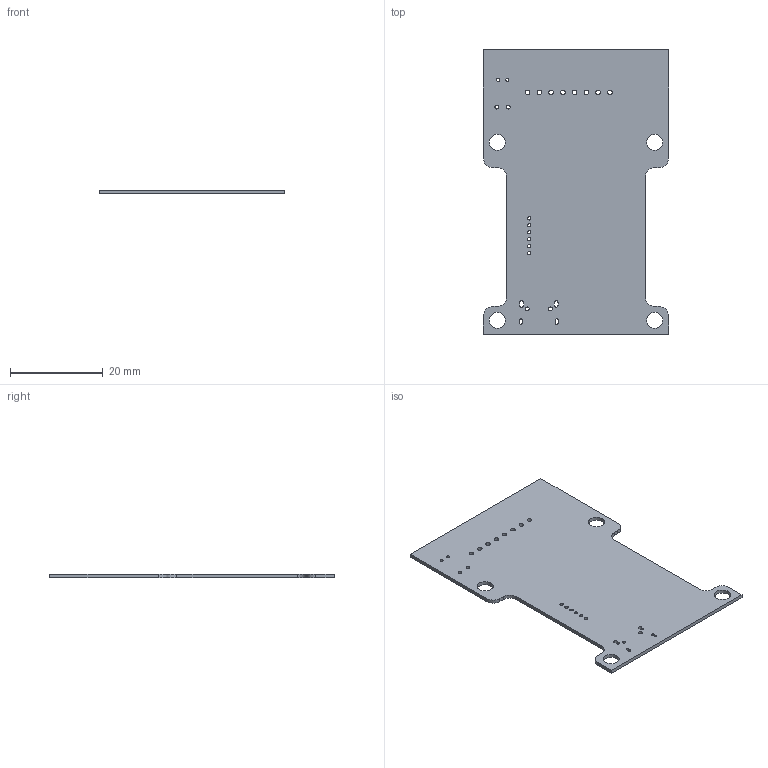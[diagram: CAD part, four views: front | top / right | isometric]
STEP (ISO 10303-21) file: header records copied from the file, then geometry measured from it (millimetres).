
FILE_DESCRIPTION(/* description */ (''),/* implementation_level */ '2;1');
FILE_NAME(/* name */ 'BRUSHLESS3169.STEP.stp',/* time_stamp */ '2020-10-21T17:41:23+02:00',/* author */ ('xxnew'),/* organization */ (''),/* preprocessor_version */ 'ST-DEVELOPER v17',/* originating_system */ 'Autodesk Inventor 2019',/* authorisation */ '');
FILE_SCHEMA (('AUTOMOTIVE_DESIGN { 1 0 10303 214 3 1 1 }'));
Length unit declared in the file: millimetre
Products named in the file (1): BRUSHLESS3169.STEP
Bounding box: 40 x 61.5 x 0.8 mm (x, y, z)
Volume: 1682.2 mm3; surface area: 4474.4 mm2
Topology: 1 solids, 1 shells, 62 faces, 228 edges, 168 vertices
Faces by surface type: cylinder 40, plane 22
Full cylindrical faces by diameter (mm): 0.7 x8, 0.8 x4, 1 x8, 3.5 x4
Entity records: 2715 total; most frequent: DIRECTION 482, CARTESIAN_POINT 459, ORIENTED_EDGE 456, EDGE_CURVE 228, AXIS2_PLACEMENT_3D 191, VERTEX_POINT 168, CIRCLE 128, EDGE_LOOP 118
